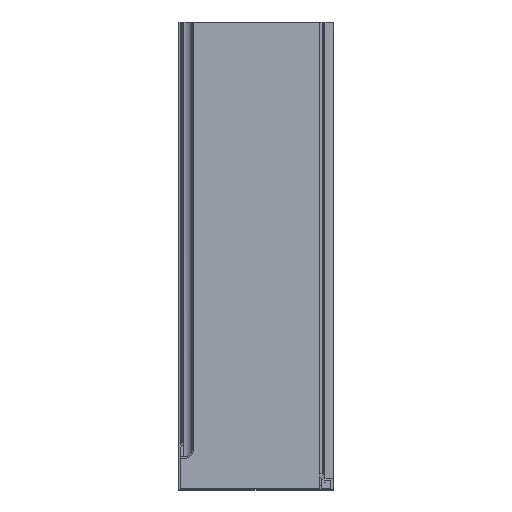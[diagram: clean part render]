
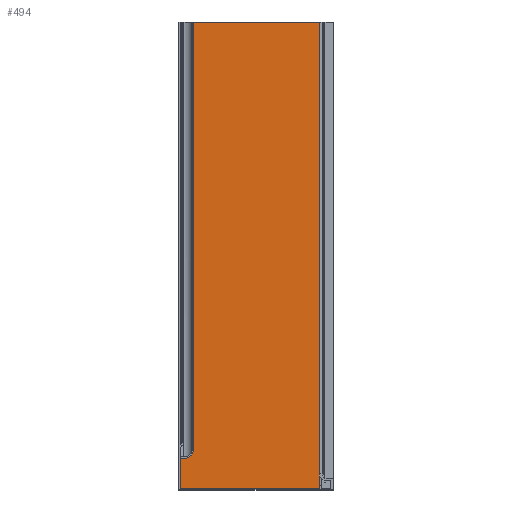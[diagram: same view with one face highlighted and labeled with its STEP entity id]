
A CAD part, left-side view. The second image highlights one B-rep face of the part: STEP entity #494.
In plain terms, the highlighted planar face has unit normal (-1, 0, 0).
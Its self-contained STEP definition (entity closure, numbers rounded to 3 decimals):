
#215 = VECTOR ( 'NONE', #496, 1000. ) ;
#400 = VECTOR ( 'NONE', #1677, 1000. ) ;
#406 = LINE ( 'NONE', #2043, #400 ) ;
#422 = EDGE_CURVE ( 'NONE', #2285, #834, #508, .T. ) ;
#435 = DIRECTION ( 'NONE',  ( 0., 0., 1. ) ) ;
#459 = LINE ( 'NONE', #509, #215 ) ;
#487 = FACE_OUTER_BOUND ( 'NONE', #1692, .T. ) ;
#494 = ADVANCED_FACE ( 'NONE', ( #487 ), #1356, .F. ) ;
#496 = DIRECTION ( 'NONE',  ( 0., -1., 0. ) ) ;
#498 = VECTOR ( 'NONE', #435, 1000. ) ;
#508 = LINE ( 'NONE', #2684, #498 ) ;
#509 = CARTESIAN_POINT ( 'NONE',  ( 36., 3.1, 499.5 ) ) ;
#676 = DIRECTION ( 'NONE',  ( 0., 1., 0. ) ) ;
#715 = EDGE_CURVE ( 'NONE', #1402, #859, #406, .T. ) ;
#716 = CARTESIAN_POINT ( 'NONE',  ( 36., 3.1, 76.7 ) ) ;
#834 = VERTEX_POINT ( 'NONE', #1161 ) ;
#859 = VERTEX_POINT ( 'NONE', #716 ) ;
#909 = ORIENTED_EDGE ( 'NONE', *, *, #715, .T. ) ;
#1029 = ORIENTED_EDGE ( 'NONE', *, *, #2876, .F. ) ;
#1161 = CARTESIAN_POINT ( 'NONE',  ( 36., -123.15, 499.5 ) ) ;
#1316 = CARTESIAN_POINT ( 'NONE',  ( 36., 3.1, 76.7 ) ) ;
#1326 = DIRECTION ( 'NONE',  ( 0., -1., 0. ) ) ;
#1356 = PLANE ( 'NONE',  #1544 ) ;
#1402 = VERTEX_POINT ( 'NONE', #2603 ) ;
#1544 = AXIS2_PLACEMENT_3D ( 'NONE', #1882, #2149, #676 ) ;
#1634 = ORIENTED_EDGE ( 'NONE', *, *, #422, .T. ) ;
#1677 = DIRECTION ( 'NONE',  ( 0., 0., -1. ) ) ;
#1692 = EDGE_LOOP ( 'NONE', ( #909, #2231, #1634, #1029 ) ) ;
#1882 = CARTESIAN_POINT ( 'NONE',  ( 36., 3.1, 499.5 ) ) ;
#2043 = CARTESIAN_POINT ( 'NONE',  ( 36., 3.1, 499.5 ) ) ;
#2149 = DIRECTION ( 'NONE',  ( 1., 0., 0. ) ) ;
#2171 = EDGE_CURVE ( 'NONE', #859, #2285, #2624, .T. ) ;
#2231 = ORIENTED_EDGE ( 'NONE', *, *, #2171, .T. ) ;
#2285 = VERTEX_POINT ( 'NONE', #2687 ) ;
#2603 = CARTESIAN_POINT ( 'NONE',  ( 36., 3.1, 499.5 ) ) ;
#2607 = VECTOR ( 'NONE', #1326, 1000. ) ;
#2624 = LINE ( 'NONE', #1316, #2607 ) ;
#2684 = CARTESIAN_POINT ( 'NONE',  ( 36., -123.15, -517.898 ) ) ;
#2687 = CARTESIAN_POINT ( 'NONE',  ( 36., -123.15, 76.7 ) ) ;
#2876 = EDGE_CURVE ( 'NONE', #1402, #834, #459, .T. ) ;
